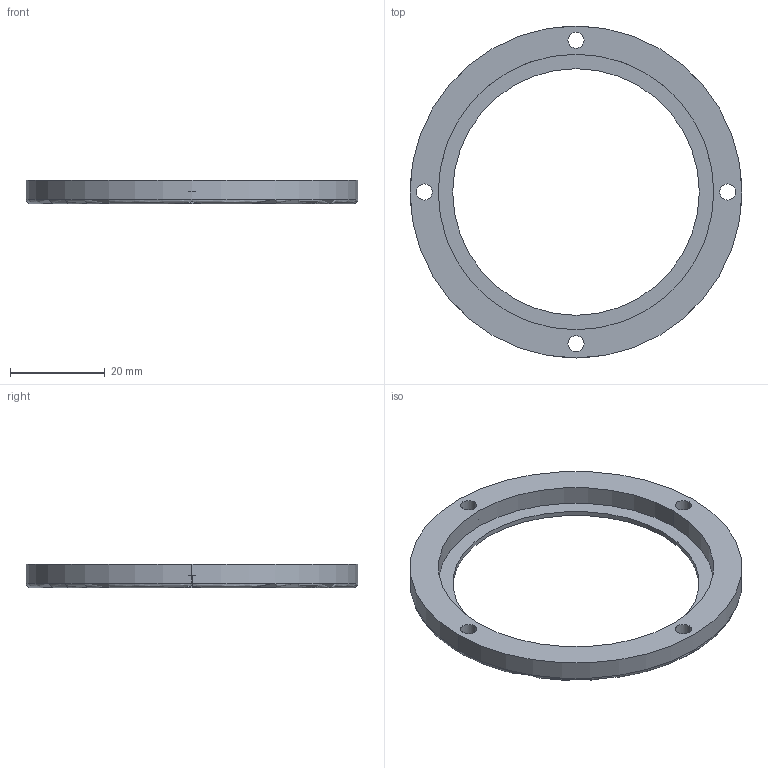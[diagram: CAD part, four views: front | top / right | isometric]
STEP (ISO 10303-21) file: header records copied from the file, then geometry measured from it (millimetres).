
FILE_DESCRIPTION (( 'STEP AP214' ), '1' );
FILE_NAME ('2.2二级外圈.STEP', '2025-11-19T02:27:18', ( '' ), ( '' ), 'SwSTEP 2.0', 'SolidWorks 2023', '' );
FILE_SCHEMA (( 'AUTOMOTIVE_DESIGN' ));
Length unit declared in the file: millimetre
Products named in the file (1): 2.2二级外圈
Bounding box: 70 x 70 x 5 mm (x, y, z)
Volume: 6118 mm3; surface area: 5558.8 mm2
Topology: 1 solids, 1 shells, 31 faces, 80 edges, 52 vertices
Faces by surface type: cylinder 22, plane 7, torus 2
Entity records: 1051 total; most frequent: CARTESIAN_POINT 210, DIRECTION 190, ORIENTED_EDGE 160, AXIS2_PLACEMENT_3D 84, EDGE_CURVE 80, CIRCLE 52, VERTEX_POINT 52, EDGE_LOOP 42
